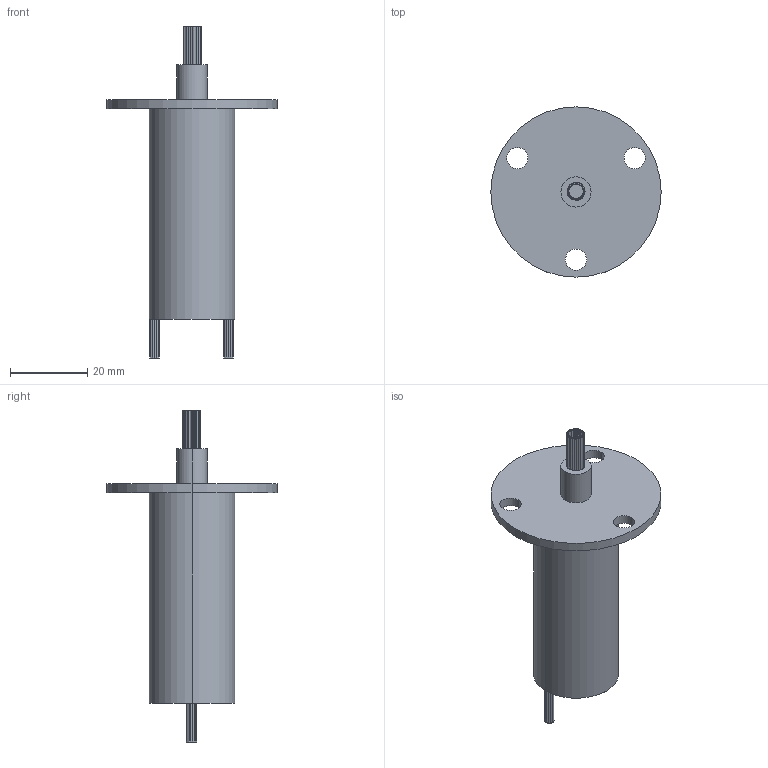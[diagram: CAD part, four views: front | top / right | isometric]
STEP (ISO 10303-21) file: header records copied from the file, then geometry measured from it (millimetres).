
FILE_DESCRIPTION (( 'STEP AP203' ), '1' );
FILE_NAME ('322M2-3600 Rev 1.STEP', '2014-02-10T15:45:13', ( '' ), ( '' ), 'SwSTEP 2.0', 'SolidWorks 2014', '' );
FILE_SCHEMA (( 'CONFIG_CONTROL_DESIGN' ));
Length unit declared in the file: millimetre
Products named in the file (1): 322M2-3600 Rev 1
Bounding box: 44 x 44 x 85.8 mm (x, y, z)
Volume: 24681.7 mm3; surface area: 8089.1 mm2
Topology: 1 solids, 1 shells, 160 faces, 324 edges, 216 vertices
Faces by surface type: cylinder 108, plane 52
Entity records: 4393 total; most frequent: DIRECTION 862, CARTESIAN_POINT 701, ORIENTED_EDGE 648, AXIS2_PLACEMENT_3D 377, EDGE_CURVE 324, VERTEX_POINT 216, EDGE_LOOP 216, CIRCLE 216
